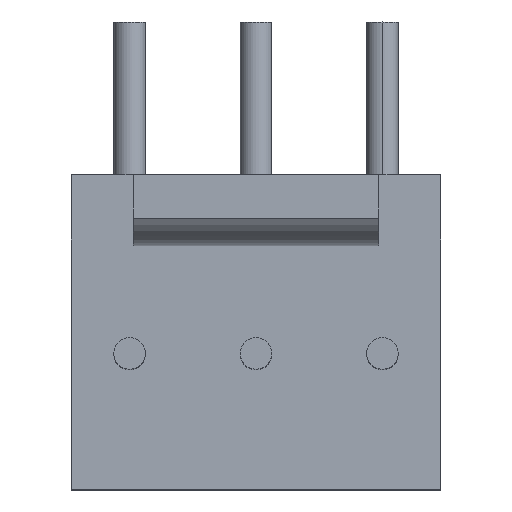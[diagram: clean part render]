
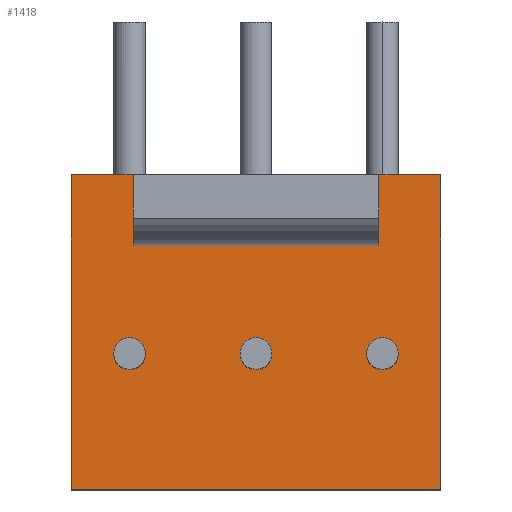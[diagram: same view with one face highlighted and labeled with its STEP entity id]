
A CAD part, top view. The second image highlights one B-rep face of the part: STEP entity #1418.
In plain terms, the highlighted planar face has unit normal (0, 0, 1).
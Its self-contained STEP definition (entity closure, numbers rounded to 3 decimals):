
#384=DIRECTION('',(0.,1.,0.));
#385=VECTOR('',#384,6.33);
#386=CARTESIAN_POINT('',(0.,0.,2.97));
#387=LINE('',#386,#385);
#392=DIRECTION('',(1.,0.,0.));
#393=VECTOR('',#392,1.245);
#394=CARTESIAN_POINT('',(6.185,6.33,2.97));
#395=LINE('',#394,#393);
#404=DIRECTION('',(1.,0.,0.));
#405=VECTOR('',#404,1.245);
#406=CARTESIAN_POINT('',(0.,6.33,2.97));
#407=LINE('',#406,#405);
#412=DIRECTION('',(0.,-1.,0.));
#413=VECTOR('',#412,6.33);
#414=CARTESIAN_POINT('',(7.43,6.33,2.97));
#415=LINE('',#414,#413);
#420=DIRECTION('',(-1.,0.,0.));
#421=VECTOR('',#420,7.43);
#422=CARTESIAN_POINT('',(7.43,0.,2.97));
#423=LINE('',#422,#421);
#428=DIRECTION('',(0.,1.,0.));
#429=VECTOR('',#428,0.88);
#430=CARTESIAN_POINT('',(1.245,5.45,2.97));
#431=LINE('',#430,#429);
#432=DIRECTION('',(-1.,0.,0.));
#433=VECTOR('',#432,4.94);
#434=CARTESIAN_POINT('',(6.185,5.45,2.97));
#435=LINE('',#434,#433);
#436=DIRECTION('',(0.,-1.,0.));
#437=VECTOR('',#436,0.88);
#438=CARTESIAN_POINT('',(6.185,6.33,2.97));
#439=LINE('',#438,#437);
#440=CARTESIAN_POINT('',(6.255,2.726,2.97));
#441=DIRECTION('',(0.,0.,-1.));
#442=DIRECTION('',(1.,0.,0.));
#443=AXIS2_PLACEMENT_3D('',#440,#441,#442);
#445=CARTESIAN_POINT('',(6.255,2.726,2.97));
#446=DIRECTION('',(0.,0.,-1.));
#447=DIRECTION('',(-1.,0.,0.));
#448=AXIS2_PLACEMENT_3D('',#445,#446,#447);
#450=CARTESIAN_POINT('',(3.715,2.726,2.97));
#451=DIRECTION('',(0.,0.,-1.));
#452=DIRECTION('',(1.,0.,0.));
#453=AXIS2_PLACEMENT_3D('',#450,#451,#452);
#455=CARTESIAN_POINT('',(3.715,2.726,2.97));
#456=DIRECTION('',(0.,0.,-1.));
#457=DIRECTION('',(-1.,0.,0.));
#458=AXIS2_PLACEMENT_3D('',#455,#456,#457);
#460=CARTESIAN_POINT('',(1.175,2.726,2.97));
#461=DIRECTION('',(0.,0.,-1.));
#462=DIRECTION('',(1.,0.,0.));
#463=AXIS2_PLACEMENT_3D('',#460,#461,#462);
#465=CARTESIAN_POINT('',(1.175,2.726,2.97));
#466=DIRECTION('',(0.,0.,-1.));
#467=DIRECTION('',(-1.,0.,0.));
#468=AXIS2_PLACEMENT_3D('',#465,#466,#467);
#576=CARTESIAN_POINT('',(1.245,5.45,2.97));
#577=CARTESIAN_POINT('',(1.245,6.33,2.97));
#578=VERTEX_POINT('',#576);
#579=VERTEX_POINT('',#577);
#580=CARTESIAN_POINT('',(4.033,2.726,2.97));
#582=VERTEX_POINT('',#580);
#586=CARTESIAN_POINT('',(6.185,5.45,2.97));
#587=VERTEX_POINT('',#586);
#588=CARTESIAN_POINT('',(5.938,2.726,2.97));
#589=CARTESIAN_POINT('',(6.573,2.726,2.97));
#590=VERTEX_POINT('',#588);
#591=VERTEX_POINT('',#589);
#593=CARTESIAN_POINT('',(0.,0.,2.97));
#595=VERTEX_POINT('',#593);
#596=CARTESIAN_POINT('',(0.858,2.726,2.97));
#598=VERTEX_POINT('',#596);
#606=CARTESIAN_POINT('',(0.,6.33,2.97));
#607=VERTEX_POINT('',#606);
#608=CARTESIAN_POINT('',(1.493,2.726,2.97));
#609=VERTEX_POINT('',#608);
#610=CARTESIAN_POINT('',(7.43,6.33,2.97));
#611=VERTEX_POINT('',#610);
#612=CARTESIAN_POINT('',(3.398,2.726,2.97));
#613=VERTEX_POINT('',#612);
#614=CARTESIAN_POINT('',(7.43,0.,2.97));
#615=VERTEX_POINT('',#614);
#620=CARTESIAN_POINT('',(6.185,6.33,2.97));
#621=VERTEX_POINT('',#620);
#1382=CARTESIAN_POINT('',(0.,6.33,2.97));
#1383=DIRECTION('',(0.,0.,-1.));
#1384=DIRECTION('',(-1.,0.,0.));
#1385=AXIS2_PLACEMENT_3D('',#1382,#1383,#1384);
#1386=PLANE('',#1385);
#1388=ORIENTED_EDGE('',*,*,#1387,.F.);
#1390=ORIENTED_EDGE('',*,*,#1389,.F.);
#1392=ORIENTED_EDGE('',*,*,#1391,.F.);
#1393=ORIENTED_EDGE('',*,*,#1341,.T.);
#1394=ORIENTED_EDGE('',*,*,#1363,.T.);
#1395=ORIENTED_EDGE('',*,*,#1376,.T.);
#1396=ORIENTED_EDGE('',*,*,#1326,.T.);
#1397=ORIENTED_EDGE('',*,*,#1349,.T.);
#1398=EDGE_LOOP('',(#1388,#1390,#1392,#1393,#1394,#1395,#1396,#1397));
#1399=FACE_OUTER_BOUND('',#1398,.F.);
#1401=ORIENTED_EDGE('',*,*,#1400,.F.);
#1403=ORIENTED_EDGE('',*,*,#1402,.F.);
#1404=EDGE_LOOP('',(#1401,#1403));
#1405=FACE_BOUND('',#1404,.F.);
#1407=ORIENTED_EDGE('',*,*,#1406,.F.);
#1409=ORIENTED_EDGE('',*,*,#1408,.F.);
#1410=EDGE_LOOP('',(#1407,#1409));
#1411=FACE_BOUND('',#1410,.F.);
#1413=ORIENTED_EDGE('',*,*,#1412,.F.);
#1415=ORIENTED_EDGE('',*,*,#1414,.F.);
#1416=EDGE_LOOP('',(#1413,#1415));
#1417=FACE_BOUND('',#1416,.F.);
#1418=ADVANCED_FACE('',(#1399,#1405,#1411,#1417),#1386,.F.);
#444=CIRCLE('',#443,0.318);
#449=CIRCLE('',#448,0.318);
#454=CIRCLE('',#453,0.318);
#459=CIRCLE('',#458,0.318);
#464=CIRCLE('',#463,0.318);
#469=CIRCLE('',#468,0.318);
#1326=EDGE_CURVE('',#595,#607,#387,.T.);
#1341=EDGE_CURVE('',#621,#611,#395,.T.);
#1349=EDGE_CURVE('',#607,#579,#407,.T.);
#1363=EDGE_CURVE('',#611,#615,#415,.T.);
#1376=EDGE_CURVE('',#615,#595,#423,.T.);
#1387=EDGE_CURVE('',#578,#579,#431,.T.);
#1389=EDGE_CURVE('',#587,#578,#435,.T.);
#1391=EDGE_CURVE('',#621,#587,#439,.T.);
#1400=EDGE_CURVE('',#591,#590,#444,.T.);
#1402=EDGE_CURVE('',#590,#591,#449,.T.);
#1406=EDGE_CURVE('',#582,#613,#454,.T.);
#1408=EDGE_CURVE('',#613,#582,#459,.T.);
#1412=EDGE_CURVE('',#609,#598,#464,.T.);
#1414=EDGE_CURVE('',#598,#609,#469,.T.);
